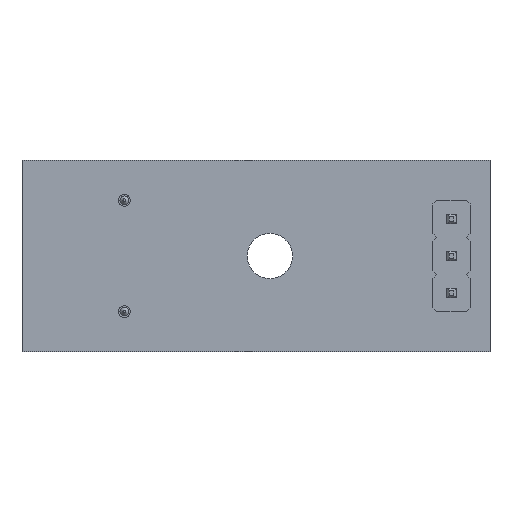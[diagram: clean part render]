
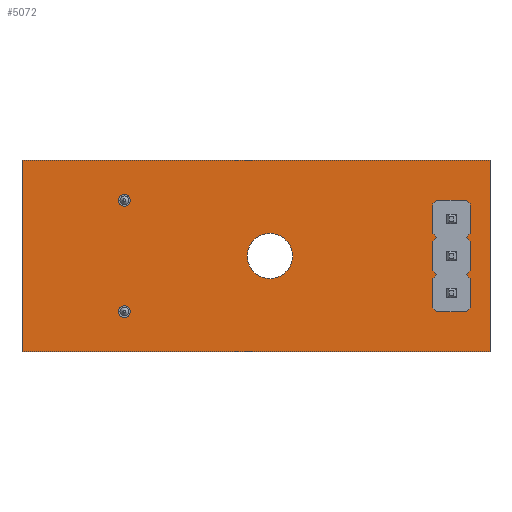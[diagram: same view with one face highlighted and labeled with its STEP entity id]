
A CAD part, front view. The second image highlights one B-rep face of the part: STEP entity #5072.
In plain terms, the highlighted planar face has unit normal (0, -1, 0).
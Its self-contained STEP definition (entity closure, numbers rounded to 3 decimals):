
#271=FACE_BOUND('',#790,.T.);
#272=FACE_BOUND('',#791,.T.);
#273=FACE_BOUND('',#792,.T.);
#274=FACE_BOUND('',#793,.T.);
#275=FACE_BOUND('',#794,.T.);
#276=FACE_BOUND('',#795,.T.);
#331=CIRCLE('',#5430,0.4);
#332=CIRCLE('',#5431,0.4);
#333=CIRCLE('',#5432,0.4);
#334=CIRCLE('',#5433,0.4);
#335=CIRCLE('',#5434,0.4);
#336=CIRCLE('',#5435,1.55);
#471=FACE_OUTER_BOUND('',#789,.T.);
#789=EDGE_LOOP('',(#3841,#3842,#3843,#3844));
#790=EDGE_LOOP('',(#3845));
#791=EDGE_LOOP('',(#3846));
#792=EDGE_LOOP('',(#3847));
#793=EDGE_LOOP('',(#3848));
#794=EDGE_LOOP('',(#3849));
#795=EDGE_LOOP('',(#3850));
#1264=LINE('',#8317,#1780);
#1267=LINE('',#8322,#1783);
#1269=LINE('',#8326,#1785);
#1271=LINE('',#8329,#1787);
#1780=VECTOR('',#6200,13.1);
#1783=VECTOR('',#6205,32.);
#1785=VECTOR('',#6209,13.1);
#1787=VECTOR('',#6213,32.);
#2286=VERTEX_POINT('',#8315);
#2287=VERTEX_POINT('',#8316);
#2288=VERTEX_POINT('',#8321);
#2289=VERTEX_POINT('',#8325);
#2290=VERTEX_POINT('',#8331);
#2291=VERTEX_POINT('',#8333);
#2292=VERTEX_POINT('',#8335);
#2293=VERTEX_POINT('',#8337);
#2294=VERTEX_POINT('',#8339);
#2295=VERTEX_POINT('',#8341);
#2844=EDGE_CURVE('',#2286,#2287,#1264,.T.);
#2847=EDGE_CURVE('',#2287,#2288,#1267,.T.);
#2849=EDGE_CURVE('',#2288,#2289,#1269,.T.);
#2851=EDGE_CURVE('',#2289,#2286,#1271,.T.);
#2852=EDGE_CURVE('',#2290,#2290,#331,.F.);
#2853=EDGE_CURVE('',#2291,#2291,#332,.F.);
#2854=EDGE_CURVE('',#2292,#2292,#333,.F.);
#2855=EDGE_CURVE('',#2293,#2293,#334,.F.);
#2856=EDGE_CURVE('',#2294,#2294,#335,.F.);
#2857=EDGE_CURVE('',#2295,#2295,#336,.F.);
#3841=ORIENTED_EDGE('',*,*,#2844,.F.);
#3842=ORIENTED_EDGE('',*,*,#2851,.F.);
#3843=ORIENTED_EDGE('',*,*,#2849,.F.);
#3844=ORIENTED_EDGE('',*,*,#2847,.F.);
#3845=ORIENTED_EDGE('',*,*,#2852,.F.);
#3846=ORIENTED_EDGE('',*,*,#2853,.F.);
#3847=ORIENTED_EDGE('',*,*,#2854,.F.);
#3848=ORIENTED_EDGE('',*,*,#2855,.F.);
#3849=ORIENTED_EDGE('',*,*,#2856,.F.);
#3850=ORIENTED_EDGE('',*,*,#2857,.F.);
#4631=PLANE('',#5429);
#5072=ADVANCED_FACE('',(#471,#271,#272,#273,#274,#275,#276),#4631,.F.);
#5429=AXIS2_PLACEMENT_3D('',#8330,#6214,#6215);
#5430=AXIS2_PLACEMENT_3D('',#8332,#6216,#6217);
#5431=AXIS2_PLACEMENT_3D('',#8334,#6218,#6219);
#5432=AXIS2_PLACEMENT_3D('',#8336,#6220,#6221);
#5433=AXIS2_PLACEMENT_3D('',#8338,#6222,#6223);
#5434=AXIS2_PLACEMENT_3D('',#8340,#6224,#6225);
#5435=AXIS2_PLACEMENT_3D('',#8342,#6226,#6227);
#6200=DIRECTION('',(0.,0.,-1.));
#6205=DIRECTION('',(-1.,0.,0.));
#6209=DIRECTION('',(0.,0.,1.));
#6213=DIRECTION('',(1.,0.,0.));
#6214=DIRECTION('center_axis',(0.,1.,0.));
#6215=DIRECTION('ref_axis',(0.,0.,1.));
#6216=DIRECTION('center_axis',(0.,1.,0.));
#6217=DIRECTION('ref_axis',(0.,0.,1.));
#6218=DIRECTION('center_axis',(0.,1.,0.));
#6219=DIRECTION('ref_axis',(0.,0.,1.));
#6220=DIRECTION('center_axis',(0.,1.,0.));
#6221=DIRECTION('ref_axis',(0.,0.,1.));
#6222=DIRECTION('center_axis',(0.,1.,0.));
#6223=DIRECTION('ref_axis',(0.,0.,1.));
#6224=DIRECTION('center_axis',(0.,1.,0.));
#6225=DIRECTION('ref_axis',(0.,0.,1.));
#6226=DIRECTION('center_axis',(0.,1.,0.));
#6227=DIRECTION('ref_axis',(0.,0.,1.));
#8315=CARTESIAN_POINT('',(16.,0.,6.55));
#8316=CARTESIAN_POINT('',(16.,0.,-6.55));
#8317=CARTESIAN_POINT('',(16.,0.,6.55));
#8321=CARTESIAN_POINT('',(-16.,0.,-6.55));
#8322=CARTESIAN_POINT('',(16.,0.,-6.55));
#8325=CARTESIAN_POINT('',(-16.,0.,6.55));
#8326=CARTESIAN_POINT('',(-16.,0.,-6.55));
#8329=CARTESIAN_POINT('',(-16.,0.,6.55));
#8330=CARTESIAN_POINT('Origin',(0.,0.,0.));
#8331=CARTESIAN_POINT('',(-9.,0.,3.4));
#8332=CARTESIAN_POINT('Origin',(-9.,0.,3.8));
#8333=CARTESIAN_POINT('',(-9.,0.,-4.2));
#8334=CARTESIAN_POINT('Origin',(-9.,0.,-3.8));
#8335=CARTESIAN_POINT('',(13.37,0.,2.14));
#8336=CARTESIAN_POINT('Origin',(13.37,0.,2.54));
#8337=CARTESIAN_POINT('',(13.37,0.,-2.94));
#8338=CARTESIAN_POINT('Origin',(13.37,0.,-2.54));
#8339=CARTESIAN_POINT('',(13.37,0.,-0.4));
#8340=CARTESIAN_POINT('Origin',(13.37,0.,0.));
#8341=CARTESIAN_POINT('',(0.95,0.,-1.55));
#8342=CARTESIAN_POINT('Origin',(0.95,0.,0.));
